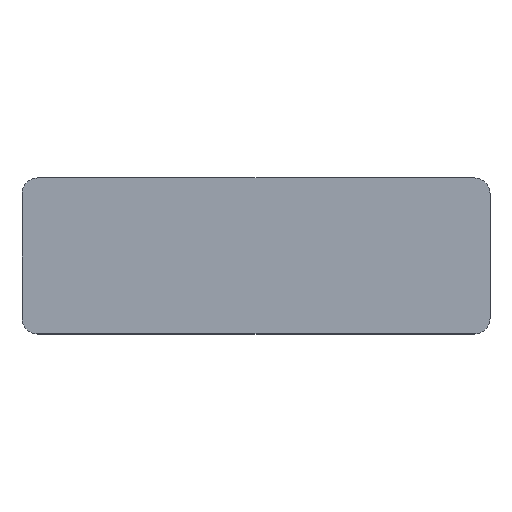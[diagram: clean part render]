
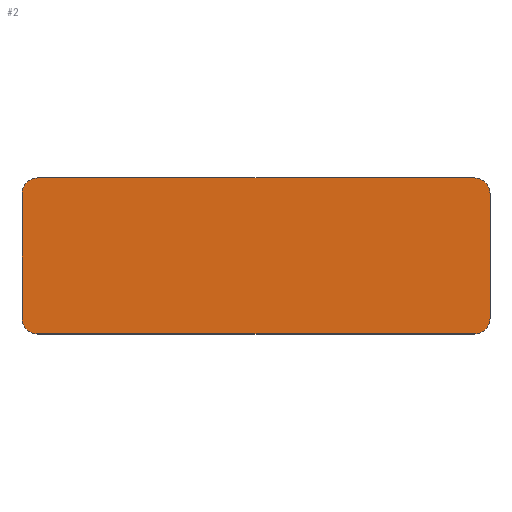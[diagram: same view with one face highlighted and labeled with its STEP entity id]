
A CAD part, top view. The second image highlights one B-rep face of the part: STEP entity #2.
In plain terms, the highlighted planar face has unit normal (0, 0, 1).
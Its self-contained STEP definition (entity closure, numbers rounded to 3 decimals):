
#2 = ADVANCED_FACE ( 'NONE', ( #488 ), #507, .T. ) ;
#9 = CARTESIAN_POINT ( 'NONE',  ( 30., 8., 2.5 ) ) ;
#14 = DIRECTION ( 'NONE',  ( 0., 0., 1. ) ) ;
#26 = DIRECTION ( 'NONE',  ( -1., 0., 0. ) ) ;
#30 = AXIS2_PLACEMENT_3D ( 'NONE', #538, #366, #199 ) ;
#32 = EDGE_CURVE ( 'NONE', #55, #140, #261, .T. ) ;
#33 = CARTESIAN_POINT ( 'NONE',  ( 30., -10., 2.5 ) ) ;
#43 = CARTESIAN_POINT ( 'NONE',  ( 28., 10., 2.5 ) ) ;
#45 = VERTEX_POINT ( 'NONE', #295 ) ;
#49 = VERTEX_POINT ( 'NONE', #43 ) ;
#51 = ORIENTED_EDGE ( 'NONE', *, *, #80, .T. ) ;
#53 = LINE ( 'NONE', #344, #437 ) ;
#55 = VERTEX_POINT ( 'NONE', #463 ) ;
#63 = CIRCLE ( 'NONE', #222, 2. ) ;
#76 = AXIS2_PLACEMENT_3D ( 'NONE', #537, #151, #271 ) ;
#80 = EDGE_CURVE ( 'NONE', #140, #49, #450, .T. ) ;
#81 = DIRECTION ( 'NONE',  ( 1., 0., 0. ) ) ;
#90 = CARTESIAN_POINT ( 'NONE',  ( -30., 8., 2.5 ) ) ;
#98 = ORIENTED_EDGE ( 'NONE', *, *, #281, .T. ) ;
#110 = AXIS2_PLACEMENT_3D ( 'NONE', #169, #379, #122 ) ;
#122 = DIRECTION ( 'NONE',  ( -1., 0., 0. ) ) ;
#140 = VERTEX_POINT ( 'NONE', #9 ) ;
#151 = DIRECTION ( 'NONE',  ( 0., 0., 1. ) ) ;
#164 = DIRECTION ( 'NONE',  ( 1., 0., 0. ) ) ;
#169 = CARTESIAN_POINT ( 'NONE',  ( 28., 8., 2.5 ) ) ;
#173 = EDGE_CURVE ( 'NONE', #192, #375, #53, .T. ) ;
#192 = VERTEX_POINT ( 'NONE', #305 ) ;
#197 = VERTEX_POINT ( 'NONE', #90 ) ;
#199 = DIRECTION ( 'NONE',  ( -1., 0., 0. ) ) ;
#214 = DIRECTION ( 'NONE',  ( 0., 1., 0. ) ) ;
#219 = VECTOR ( 'NONE', #26, 1000. ) ;
#222 = AXIS2_PLACEMENT_3D ( 'NONE', #485, #14, #440 ) ;
#243 = ORIENTED_EDGE ( 'NONE', *, *, #173, .T. ) ;
#254 = LINE ( 'NONE', #309, #374 ) ;
#257 = ORIENTED_EDGE ( 'NONE', *, *, #296, .T. ) ;
#261 = LINE ( 'NONE', #418, #479 ) ;
#271 = DIRECTION ( 'NONE',  ( -1., 0., 0. ) ) ;
#281 = EDGE_CURVE ( 'NONE', #554, #197, #63, .T. ) ;
#290 = DIRECTION ( 'NONE',  ( 0., 0., 1. ) ) ;
#295 = CARTESIAN_POINT ( 'NONE',  ( -30., -8., 2.5 ) ) ;
#296 = EDGE_CURVE ( 'NONE', #197, #45, #254, .T. ) ;
#305 = CARTESIAN_POINT ( 'NONE',  ( -28., -10., 2.5 ) ) ;
#309 = CARTESIAN_POINT ( 'NONE',  ( -30., -10., 2.5 ) ) ;
#313 = CIRCLE ( 'NONE', #76, 2. ) ;
#341 = EDGE_CURVE ( 'NONE', #375, #55, #478, .T. ) ;
#344 = CARTESIAN_POINT ( 'NONE',  ( 30., -10., 2.5 ) ) ;
#352 = ORIENTED_EDGE ( 'NONE', *, *, #405, .T. ) ;
#365 = CARTESIAN_POINT ( 'NONE',  ( 30., 10., 2.5 ) ) ;
#366 = DIRECTION ( 'NONE',  ( 0., 0., 1. ) ) ;
#374 = VECTOR ( 'NONE', #529, 1000. ) ;
#375 = VERTEX_POINT ( 'NONE', #496 ) ;
#379 = DIRECTION ( 'NONE',  ( 0., 0., 1. ) ) ;
#387 = ORIENTED_EDGE ( 'NONE', *, *, #341, .T. ) ;
#405 = EDGE_CURVE ( 'NONE', #45, #192, #313, .T. ) ;
#409 = EDGE_CURVE ( 'NONE', #49, #554, #532, .T. ) ;
#418 = CARTESIAN_POINT ( 'NONE',  ( 30., -10., 2.5 ) ) ;
#437 = VECTOR ( 'NONE', #81, 1000. ) ;
#440 = DIRECTION ( 'NONE',  ( -1., 0., 0. ) ) ;
#444 = EDGE_LOOP ( 'NONE', ( #457, #51, #451, #98, #257, #352, #243, #387 ) ) ;
#450 = CIRCLE ( 'NONE', #110, 2. ) ;
#451 = ORIENTED_EDGE ( 'NONE', *, *, #409, .T. ) ;
#457 = ORIENTED_EDGE ( 'NONE', *, *, #32, .T. ) ;
#463 = CARTESIAN_POINT ( 'NONE',  ( 30., -8., 2.5 ) ) ;
#478 = CIRCLE ( 'NONE', #30, 2. ) ;
#479 = VECTOR ( 'NONE', #214, 1000. ) ;
#485 = CARTESIAN_POINT ( 'NONE',  ( -28., 8., 2.5 ) ) ;
#488 = FACE_OUTER_BOUND ( 'NONE', #444, .T. ) ;
#490 = AXIS2_PLACEMENT_3D ( 'NONE', #33, #290, #164 ) ;
#496 = CARTESIAN_POINT ( 'NONE',  ( 28., -10., 2.5 ) ) ;
#507 = PLANE ( 'NONE',  #490 ) ;
#510 = CARTESIAN_POINT ( 'NONE',  ( -28., 10., 2.5 ) ) ;
#529 = DIRECTION ( 'NONE',  ( 0., -1., 0. ) ) ;
#532 = LINE ( 'NONE', #365, #219 ) ;
#537 = CARTESIAN_POINT ( 'NONE',  ( -28., -8., 2.5 ) ) ;
#538 = CARTESIAN_POINT ( 'NONE',  ( 28., -8., 2.5 ) ) ;
#554 = VERTEX_POINT ( 'NONE', #510 ) ;
